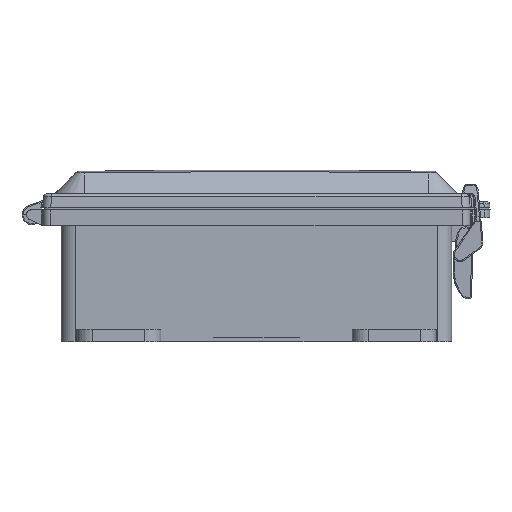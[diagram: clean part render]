
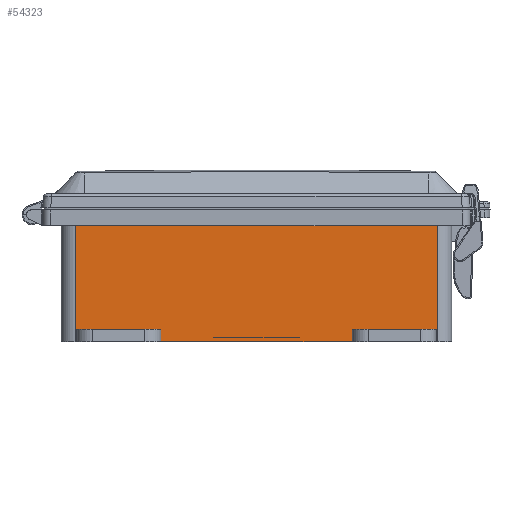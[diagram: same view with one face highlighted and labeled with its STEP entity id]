
A CAD part, front view. The second image highlights one B-rep face of the part: STEP entity #54323.
In plain terms, the highlighted planar face has unit normal (0, -1, 0).
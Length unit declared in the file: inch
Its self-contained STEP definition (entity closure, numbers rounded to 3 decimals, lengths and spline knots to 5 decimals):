
#83 = VECTOR ( 'NONE', #41376, 39.37008 ) ;
#179 = VECTOR ( 'NONE', #36870, 39.37008 ) ;
#646 = ORIENTED_EDGE ( 'NONE', *, *, #34592, .T. ) ;
#1118 = LINE ( 'NONE', #30495, #7201 ) ;
#1198 = EDGE_CURVE ( 'NONE', #59719, #48716, #16621, .T. ) ;
#1414 = CARTESIAN_POINT ( 'NONE',  ( -5.68209, -7.1218, -22.92497 ) ) ;
#2009 = CARTESIAN_POINT ( 'NONE',  ( -3., -7.1218, -3.7517 ) ) ;
#2365 = VECTOR ( 'NONE', #46375, 39.37008 ) ;
#2669 = CARTESIAN_POINT ( 'NONE',  ( 5.64, -7.1218, -3.7517 ) ) ;
#2810 = EDGE_CURVE ( 'NONE', #45370, #9284, #14430, .T. ) ;
#4915 = DIRECTION ( 'NONE',  ( 0., 0., -1. ) ) ;
#6884 = ORIENTED_EDGE ( 'NONE', *, *, #63607, .T. ) ;
#7201 = VECTOR ( 'NONE', #34436, 39.37008 ) ;
#7509 = VECTOR ( 'NONE', #35413, 39.37008 ) ;
#7951 = VERTEX_POINT ( 'NONE', #2009 ) ;
#7965 = ORIENTED_EDGE ( 'NONE', *, *, #38311, .F. ) ;
#8412 = CARTESIAN_POINT ( 'NONE',  ( 3., -7.1218, -3.7517 ) ) ;
#8978 = VECTOR ( 'NONE', #49869, 39.37008 ) ;
#9284 = VERTEX_POINT ( 'NONE', #29215 ) ;
#9854 = CARTESIAN_POINT ( 'NONE',  ( -5.68209, -7.1218, -0.5 ) ) ;
#11972 = EDGE_CURVE ( 'NONE', #44735, #25639, #34777, .T. ) ;
#13041 = VECTOR ( 'NONE', #49468, 39.37008 ) ;
#14430 = LINE ( 'NONE', #29311, #60037 ) ;
#16621 = LINE ( 'NONE', #26637, #2365 ) ;
#16994 = EDGE_CURVE ( 'NONE', #30214, #27979, #33961, .T. ) ;
#17126 = LINE ( 'NONE', #46249, #179 ) ;
#18681 = LINE ( 'NONE', #33224, #56635 ) ;
#18777 = DIRECTION ( 'NONE',  ( -1., 0., 0. ) ) ;
#19850 = VERTEX_POINT ( 'NONE', #29231 ) ;
#22274 = ORIENTED_EDGE ( 'NONE', *, *, #41063, .T. ) ;
#23903 = LINE ( 'NONE', #39094, #47458 ) ;
#24435 = ORIENTED_EDGE ( 'NONE', *, *, #52809, .F. ) ;
#25639 = VERTEX_POINT ( 'NONE', #8412 ) ;
#26260 = ORIENTED_EDGE ( 'NONE', *, *, #54401, .F. ) ;
#26637 = CARTESIAN_POINT ( 'NONE',  ( -5.68209, -7.1218, -0.5 ) ) ;
#27867 = VECTOR ( 'NONE', #18777, 39.37008 ) ;
#27979 = VERTEX_POINT ( 'NONE', #51900 ) ;
#29163 = ORIENTED_EDGE ( 'NONE', *, *, #62272, .F. ) ;
#29215 = CARTESIAN_POINT ( 'NONE',  ( -5.64, -7.1218, -4.14 ) ) ;
#29231 = CARTESIAN_POINT ( 'NONE',  ( 3., -7.1218, -4.14 ) ) ;
#29311 = CARTESIAN_POINT ( 'NONE',  ( -5.64, -7.1218, -0.71374 ) ) ;
#29749 = CARTESIAN_POINT ( 'NONE',  ( -5.68209, -7.1218, -4.14 ) ) ;
#30154 = CARTESIAN_POINT ( 'NONE',  ( -5.68209, -7.1218, -22.92497 ) ) ;
#30214 = VERTEX_POINT ( 'NONE', #49366 ) ;
#30495 = CARTESIAN_POINT ( 'NONE',  ( 5.64, -7.1218, -0.71374 ) ) ;
#31451 = DIRECTION ( 'NONE',  ( -1., 0., 0. ) ) ;
#32249 = ORIENTED_EDGE ( 'NONE', *, *, #2810, .F. ) ;
#32297 = LINE ( 'NONE', #41685, #83 ) ;
#32374 = CARTESIAN_POINT ( 'NONE',  ( -5.64, -7.1218, -3.7517 ) ) ;
#33224 = CARTESIAN_POINT ( 'NONE',  ( -3., -7.1218, -0.71374 ) ) ;
#33961 = LINE ( 'NONE', #48834, #27867 ) ;
#34010 = LINE ( 'NONE', #50123, #48259 ) ;
#34436 = DIRECTION ( 'NONE',  ( 0., 0., -1. ) ) ;
#34592 = EDGE_CURVE ( 'NONE', #7951, #47379, #18681, .T. ) ;
#34618 = LINE ( 'NONE', #29749, #13041 ) ;
#34777 = LINE ( 'NONE', #49941, #7509 ) ;
#34870 = ORIENTED_EDGE ( 'NONE', *, *, #1198, .T. ) ;
#35413 = DIRECTION ( 'NONE',  ( -1., 0., 0. ) ) ;
#36870 = DIRECTION ( 'NONE',  ( 0., 0., 1. ) ) ;
#38311 = EDGE_CURVE ( 'NONE', #19850, #47379, #32297, .T. ) ;
#39094 = CARTESIAN_POINT ( 'NONE',  ( -3., -7.1218, -3.7517 ) ) ;
#41063 = EDGE_CURVE ( 'NONE', #30214, #59719, #17126, .T. ) ;
#41376 = DIRECTION ( 'NONE',  ( -1., 0., 0. ) ) ;
#41440 = ORIENTED_EDGE ( 'NONE', *, *, #11972, .F. ) ;
#41685 = CARTESIAN_POINT ( 'NONE',  ( -5.68209, -7.1218, -4.14 ) ) ;
#42758 = EDGE_LOOP ( 'NONE', ( #29163, #646, #7965, #26260, #41440, #6884, #52503, #22274, #34870, #44257, #24435, #32249 ) ) ;
#43642 = DIRECTION ( 'NONE',  ( -1., 0., 0. ) ) ;
#44257 = ORIENTED_EDGE ( 'NONE', *, *, #53450, .F. ) ;
#44735 = VERTEX_POINT ( 'NONE', #2669 ) ;
#44739 = LINE ( 'NONE', #30154, #8978 ) ;
#45370 = VERTEX_POINT ( 'NONE', #32374 ) ;
#45707 = PLANE ( 'NONE',  #63702 ) ;
#46003 = DIRECTION ( 'NONE',  ( 0., 1., 0. ) ) ;
#46249 = CARTESIAN_POINT ( 'NONE',  ( 5.68209, -7.1218, -22.92497 ) ) ;
#46375 = DIRECTION ( 'NONE',  ( -1., 0., 0. ) ) ;
#47379 = VERTEX_POINT ( 'NONE', #61831 ) ;
#47458 = VECTOR ( 'NONE', #43642, 39.37008 ) ;
#48063 = DIRECTION ( 'NONE',  ( 0., 0., -1. ) ) ;
#48259 = VECTOR ( 'NONE', #4915, 39.37008 ) ;
#48716 = VERTEX_POINT ( 'NONE', #9854 ) ;
#48834 = CARTESIAN_POINT ( 'NONE',  ( -5.68209, -7.1218, -4.14 ) ) ;
#49366 = CARTESIAN_POINT ( 'NONE',  ( 5.68209, -7.1218, -4.14 ) ) ;
#49468 = DIRECTION ( 'NONE',  ( -1., 0., 0. ) ) ;
#49869 = DIRECTION ( 'NONE',  ( 0., 0., 1. ) ) ;
#49941 = CARTESIAN_POINT ( 'NONE',  ( 5.64, -7.1218, -3.7517 ) ) ;
#50123 = CARTESIAN_POINT ( 'NONE',  ( 3., -7.1218, -0.71374 ) ) ;
#50439 = VERTEX_POINT ( 'NONE', #56400 ) ;
#51900 = CARTESIAN_POINT ( 'NONE',  ( 5.64, -7.1218, -4.14 ) ) ;
#52503 = ORIENTED_EDGE ( 'NONE', *, *, #16994, .F. ) ;
#52809 = EDGE_CURVE ( 'NONE', #9284, #50439, #34618, .T. ) ;
#53243 = DIRECTION ( 'NONE',  ( 0., 0., -1. ) ) ;
#53450 = EDGE_CURVE ( 'NONE', #50439, #48716, #44739, .T. ) ;
#54323 = ADVANCED_FACE ( 'NONE', ( #56310 ), #45707, .F. ) ;
#54401 = EDGE_CURVE ( 'NONE', #25639, #19850, #34010, .T. ) ;
#55847 = CARTESIAN_POINT ( 'NONE',  ( 5.68209, -7.1218, -0.5 ) ) ;
#56310 = FACE_OUTER_BOUND ( 'NONE', #42758, .T. ) ;
#56400 = CARTESIAN_POINT ( 'NONE',  ( -5.68209, -7.1218, -4.14 ) ) ;
#56635 = VECTOR ( 'NONE', #53243, 39.37008 ) ;
#59719 = VERTEX_POINT ( 'NONE', #55847 ) ;
#60037 = VECTOR ( 'NONE', #48063, 39.37008 ) ;
#61831 = CARTESIAN_POINT ( 'NONE',  ( -3., -7.1218, -4.14 ) ) ;
#62272 = EDGE_CURVE ( 'NONE', #7951, #45370, #23903, .T. ) ;
#63607 = EDGE_CURVE ( 'NONE', #44735, #27979, #1118, .T. ) ;
#63702 = AXIS2_PLACEMENT_3D ( 'NONE', #1414, #46003, #31451 ) ;
